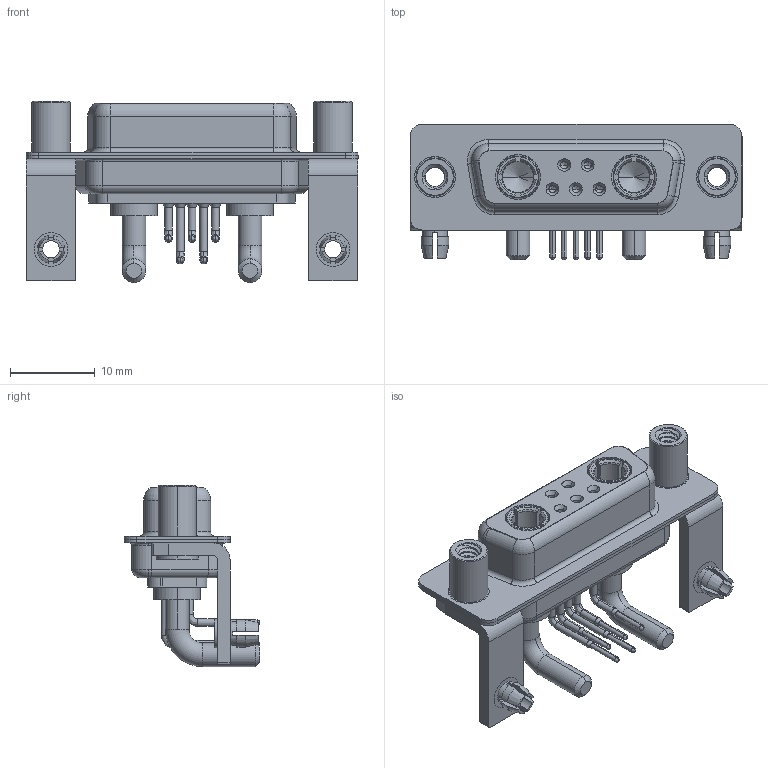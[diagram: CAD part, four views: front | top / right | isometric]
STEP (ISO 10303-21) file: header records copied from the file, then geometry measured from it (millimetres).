
FILE_DESCRIPTION (( 'STEP AP203' ), '1' );
FILE_NAME ('630-7W2-640-2T5.STEP', '2022-05-31T04:08:45', ( '' ), ( '' ), 'SwSTEP 2.0', 'SolidWorks 2020', '' );
FILE_SCHEMA (( 'CONFIG_CONTROL_DESIGN' ));
Length unit declared in the file: millimetre
Products named in the file (10): 630Combo Shell Rear_15 Contacts; 630-7W2-640-2T5; 630Combo Housing_7W2; 630Combo Contact Row 2; 630Combo Contact Row 1; 630Combo Shell Front_15 Contacts; 630Combo Threaded Standoff_5; Power Socket_20A RA; 630Combo Board Lock; 630Combo Stabilizer Bracket
Assembly tree (16 placements, depth 2):
  630-7W2-640-2T5
    630Combo Housing_7W2
    630Combo Shell Front_15 Contacts
    630Combo Shell Rear_15 Contacts
    630Combo Stabilizer Bracket  x2
    630Combo Board Lock  x2
    630Combo Threaded Standoff_5  x2
    Power Socket_20A RA  x2
    630Combo Contact Row 1  x2
    630Combo Contact Row 2  x3
Bounding box: 39.2 x 16 x 21.4 mm (x, y, z)
Volume: 3074.4 mm3; surface area: 7207.5 mm2
Topology: 18 solids, 18 shells, 880 faces, 2256 edges, 1436 vertices
Faces by surface type: cylinder 394, plane 270, cone 119, torus 69, bspline 28
Entity records: 20343 total; most frequent: CARTESIAN_POINT 5387, DIRECTION 3034, ORIENTED_EDGE 2812, EDGE_CURVE 1406, AXIS2_PLACEMENT_3D 1226, VERTEX_POINT 899, CIRCLE 655, EDGE_LOOP 635
